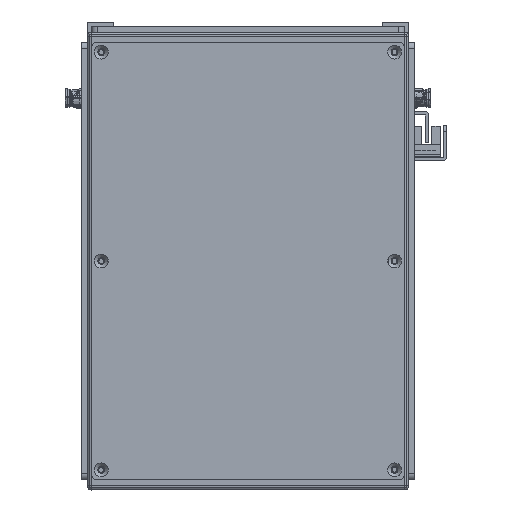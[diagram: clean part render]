
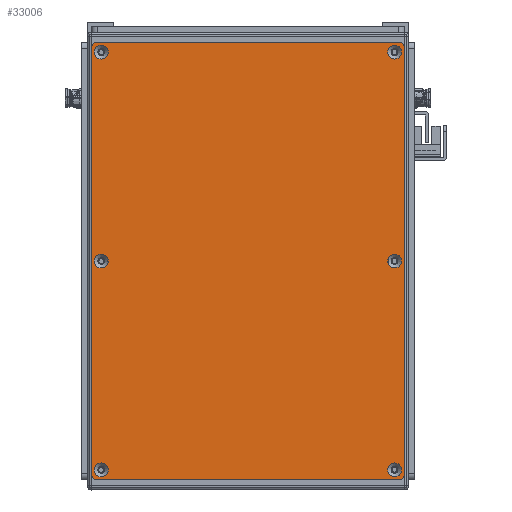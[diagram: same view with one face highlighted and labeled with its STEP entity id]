
A CAD part, front view. The second image highlights one B-rep face of the part: STEP entity #33006.
In plain terms, the highlighted planar face has unit normal (0, -1, 0).
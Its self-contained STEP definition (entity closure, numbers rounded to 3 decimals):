
#2282=FACE_BOUND('',#7630,.T.);
#2283=FACE_BOUND('',#7631,.T.);
#2284=FACE_BOUND('',#7632,.T.);
#2285=FACE_BOUND('',#7633,.T.);
#2286=FACE_BOUND('',#7634,.T.);
#2287=FACE_BOUND('',#7635,.T.);
#3032=PLANE('',#37014);
#5481=FACE_OUTER_BOUND('',#7629,.T.);
#7629=EDGE_LOOP('',(#30967,#30968,#30969,#30970,#30971,#30972,#30973,#30974));
#7630=EDGE_LOOP('',(#30975));
#7631=EDGE_LOOP('',(#30976));
#7632=EDGE_LOOP('',(#30977));
#7633=EDGE_LOOP('',(#30978));
#7634=EDGE_LOOP('',(#30979));
#7635=EDGE_LOOP('',(#30980));
#10173=LINE('',#59113,#12702);
#10174=LINE('',#59117,#12703);
#10175=LINE('',#59121,#12704);
#10176=LINE('',#59124,#12705);
#12702=VECTOR('',#46381,10.);
#12703=VECTOR('',#46384,10.);
#12704=VECTOR('',#46387,10.);
#12705=VECTOR('',#46390,10.);
#14325=CIRCLE('',#36982,3.45);
#14328=CIRCLE('',#36987,3.45);
#14331=CIRCLE('',#36992,3.45);
#14334=CIRCLE('',#36997,3.45);
#14337=CIRCLE('',#37002,3.45);
#14340=CIRCLE('',#37007,3.45);
#14343=CIRCLE('',#37012,3.);
#14345=CIRCLE('',#37015,3.);
#14346=CIRCLE('',#37016,3.);
#14347=CIRCLE('',#37017,3.);
#17353=VERTEX_POINT('',#59043);
#17356=VERTEX_POINT('',#59053);
#17359=VERTEX_POINT('',#59063);
#17362=VERTEX_POINT('',#59073);
#17365=VERTEX_POINT('',#59083);
#17368=VERTEX_POINT('',#59093);
#17371=VERTEX_POINT('',#59103);
#17372=VERTEX_POINT('',#59104);
#17375=VERTEX_POINT('',#59112);
#17376=VERTEX_POINT('',#59114);
#17377=VERTEX_POINT('',#59116);
#17378=VERTEX_POINT('',#59118);
#17379=VERTEX_POINT('',#59120);
#17380=VERTEX_POINT('',#59122);
#21887=EDGE_CURVE('',#17353,#17353,#14325,.T.);
#21892=EDGE_CURVE('',#17356,#17356,#14328,.T.);
#21897=EDGE_CURVE('',#17359,#17359,#14331,.T.);
#21902=EDGE_CURVE('',#17362,#17362,#14334,.T.);
#21907=EDGE_CURVE('',#17365,#17365,#14337,.T.);
#21912=EDGE_CURVE('',#17368,#17368,#14340,.T.);
#21917=EDGE_CURVE('',#17371,#17372,#14343,.T.);
#21921=EDGE_CURVE('',#17371,#17375,#10173,.T.);
#21922=EDGE_CURVE('',#17376,#17375,#14345,.T.);
#21923=EDGE_CURVE('',#17376,#17377,#10174,.T.);
#21924=EDGE_CURVE('',#17378,#17377,#14346,.T.);
#21925=EDGE_CURVE('',#17378,#17379,#10175,.T.);
#21926=EDGE_CURVE('',#17380,#17379,#14347,.T.);
#21927=EDGE_CURVE('',#17380,#17372,#10176,.T.);
#30967=ORIENTED_EDGE('',*,*,#21917,.F.);
#30968=ORIENTED_EDGE('',*,*,#21921,.T.);
#30969=ORIENTED_EDGE('',*,*,#21922,.F.);
#30970=ORIENTED_EDGE('',*,*,#21923,.T.);
#30971=ORIENTED_EDGE('',*,*,#21924,.F.);
#30972=ORIENTED_EDGE('',*,*,#21925,.T.);
#30973=ORIENTED_EDGE('',*,*,#21926,.F.);
#30974=ORIENTED_EDGE('',*,*,#21927,.T.);
#30975=ORIENTED_EDGE('',*,*,#21887,.T.);
#30976=ORIENTED_EDGE('',*,*,#21892,.T.);
#30977=ORIENTED_EDGE('',*,*,#21897,.T.);
#30978=ORIENTED_EDGE('',*,*,#21902,.T.);
#30979=ORIENTED_EDGE('',*,*,#21907,.T.);
#30980=ORIENTED_EDGE('',*,*,#21912,.T.);
#33006=ADVANCED_FACE('',(#5481,#2282,#2283,#2284,#2285,#2286,#2287),#3032,
 .T.);
#36982=AXIS2_PLACEMENT_3D('',#59044,#46301,#46302);
#36987=AXIS2_PLACEMENT_3D('',#59054,#46313,#46314);
#36992=AXIS2_PLACEMENT_3D('',#59064,#46325,#46326);
#36997=AXIS2_PLACEMENT_3D('',#59074,#46337,#46338);
#37002=AXIS2_PLACEMENT_3D('',#59084,#46349,#46350);
#37007=AXIS2_PLACEMENT_3D('',#59094,#46361,#46362);
#37012=AXIS2_PLACEMENT_3D('',#59105,#46373,#46374);
#37014=AXIS2_PLACEMENT_3D('',#59111,#46379,#46380);
#37015=AXIS2_PLACEMENT_3D('',#59115,#46382,#46383);
#37016=AXIS2_PLACEMENT_3D('',#59119,#46385,#46386);
#37017=AXIS2_PLACEMENT_3D('',#59123,#46388,#46389);
#46301=DIRECTION('center_axis',(0.,1.,0.));
#46302=DIRECTION('ref_axis',(1.,0.,0.));
#46313=DIRECTION('center_axis',(0.,1.,0.));
#46314=DIRECTION('ref_axis',(1.,0.,0.));
#46325=DIRECTION('center_axis',(0.,1.,0.));
#46326=DIRECTION('ref_axis',(1.,0.,0.));
#46337=DIRECTION('center_axis',(0.,1.,0.));
#46338=DIRECTION('ref_axis',(1.,0.,0.));
#46349=DIRECTION('center_axis',(0.,1.,0.));
#46350=DIRECTION('ref_axis',(1.,0.,0.));
#46361=DIRECTION('center_axis',(0.,1.,0.));
#46362=DIRECTION('ref_axis',(1.,0.,0.));
#46373=DIRECTION('center_axis',(0.,1.,0.));
#46374=DIRECTION('ref_axis',(-0.707,0.,0.707));
#46379=DIRECTION('center_axis',(0.,-1.,0.));
#46380=DIRECTION('ref_axis',(0.,0.,-1.));
#46381=DIRECTION('',(0.,0.,-1.));
#46382=DIRECTION('center_axis',(0.,1.,0.));
#46383=DIRECTION('ref_axis',(-0.707,0.,-0.707));
#46384=DIRECTION('',(1.,0.,0.));
#46385=DIRECTION('center_axis',(0.,1.,0.));
#46386=DIRECTION('ref_axis',(0.707,0.,-0.707));
#46387=DIRECTION('',(0.,0.,1.));
#46388=DIRECTION('center_axis',(0.,1.,0.));
#46389=DIRECTION('ref_axis',(0.707,0.,0.707));
#46390=DIRECTION('',(-1.,0.,0.));
#59043=CARTESIAN_POINT('',(100.55,-1.5,73.));
#59044=CARTESIAN_POINT('Origin',(104.,-1.5,73.));
#59053=CARTESIAN_POINT('',(-107.45,-1.5,-73.));
#59054=CARTESIAN_POINT('Origin',(-104.,-1.5,-73.));
#59063=CARTESIAN_POINT('',(-3.45,-1.5,73.));
#59064=CARTESIAN_POINT('Origin',(0.,-1.5,73.));
#59073=CARTESIAN_POINT('',(-3.45,-1.5,-73.));
#59074=CARTESIAN_POINT('Origin',(0.,-1.5,-73.));
#59083=CARTESIAN_POINT('',(-107.45,-1.5,73.));
#59084=CARTESIAN_POINT('Origin',(-104.,-1.5,73.));
#59093=CARTESIAN_POINT('',(100.55,-1.5,-73.));
#59094=CARTESIAN_POINT('Origin',(104.,-1.5,-73.));
#59103=CARTESIAN_POINT('',(-109.,-1.5,75.));
#59104=CARTESIAN_POINT('',(-106.,-1.5,78.));
#59105=CARTESIAN_POINT('Origin',(-106.,-1.5,75.));
#59111=CARTESIAN_POINT('Origin',(0.,-1.5,0.));
#59112=CARTESIAN_POINT('',(-109.,-1.5,-75.));
#59113=CARTESIAN_POINT('',(-109.,-1.5,78.));
#59114=CARTESIAN_POINT('',(-106.,-1.5,-78.));
#59115=CARTESIAN_POINT('Origin',(-106.,-1.5,-75.));
#59116=CARTESIAN_POINT('',(106.,-1.5,-78.));
#59117=CARTESIAN_POINT('',(-109.,-1.5,-78.));
#59118=CARTESIAN_POINT('',(109.,-1.5,-75.));
#59119=CARTESIAN_POINT('Origin',(106.,-1.5,-75.));
#59120=CARTESIAN_POINT('',(109.,-1.5,75.));
#59121=CARTESIAN_POINT('',(109.,-1.5,-78.));
#59122=CARTESIAN_POINT('',(106.,-1.5,78.));
#59123=CARTESIAN_POINT('Origin',(106.,-1.5,75.));
#59124=CARTESIAN_POINT('',(109.,-1.5,78.));
